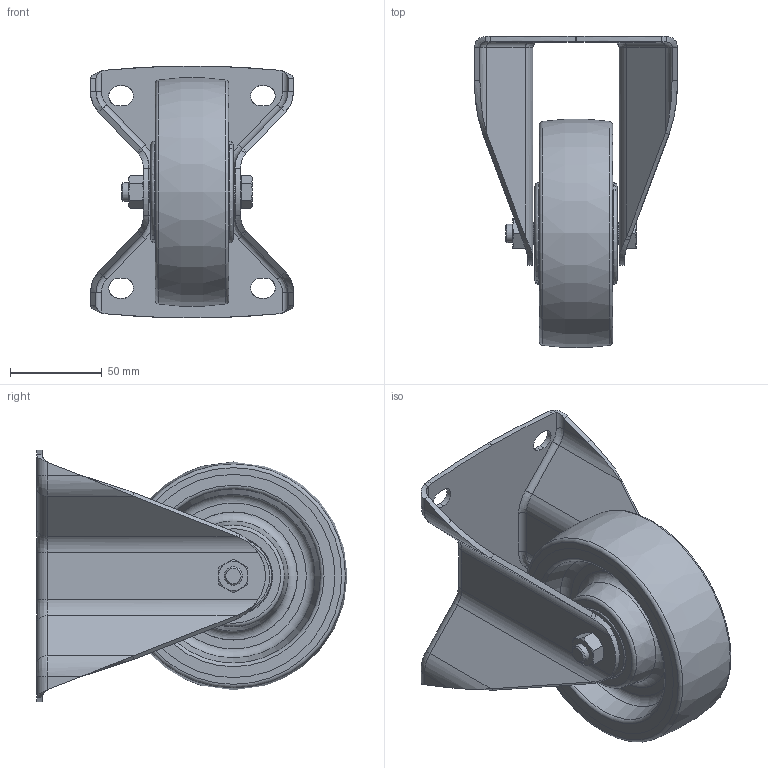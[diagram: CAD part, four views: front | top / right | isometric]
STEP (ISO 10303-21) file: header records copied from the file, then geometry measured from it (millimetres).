
FILE_DESCRIPTION(('STEP AP214'),'1');
FILE_NAME(' platine - charge 350kg.stp','2025-11-14T16:01:54',(' '),(' '),'Spatial InterOp 3D',' ',' ');
FILE_SCHEMA(('AUTOMOTIVE_DESIGN { 1 0 10303 214 1 1 1 1 }'));
Length unit declared in the file: millimetre
Products named in the file (4): Roulette Fixe D125, à platine - charge 350kg; corps; axe; roue
Assembly tree (3 placements, depth 2):
  Roulette Fixe D125, à platine - charge 350kg
    corps
    axe
    roue
Bounding box: 111 x 169.85 x 137.5 mm (x, y, z)
Volume: 470288.8 mm3; surface area: 123669.4 mm2
Topology: 3 solids, 3 shells, 227 faces, 512 edges, 308 vertices
Faces by surface type: plane 83, cylinder 50, bspline 35, cone 29, revolution 16, torus 14
Full cylindrical faces by diameter (mm): 10 x3, 12 x1, 15 x1, 16 x1, 24.4 x2, 32.4 x2, 41.8 x2, 111 x2
Entity records: 11577 total; most frequent: CARTESIAN_POINT 4736, ORIENTED_EDGE 910, DIRECTION 800, EDGE_CURVE 455, AXIS2_PLACEMENT_3D 294, EDGE_LOOP 293, VERTEX_POINT 290, FACE_OUTER_BOUND 256
